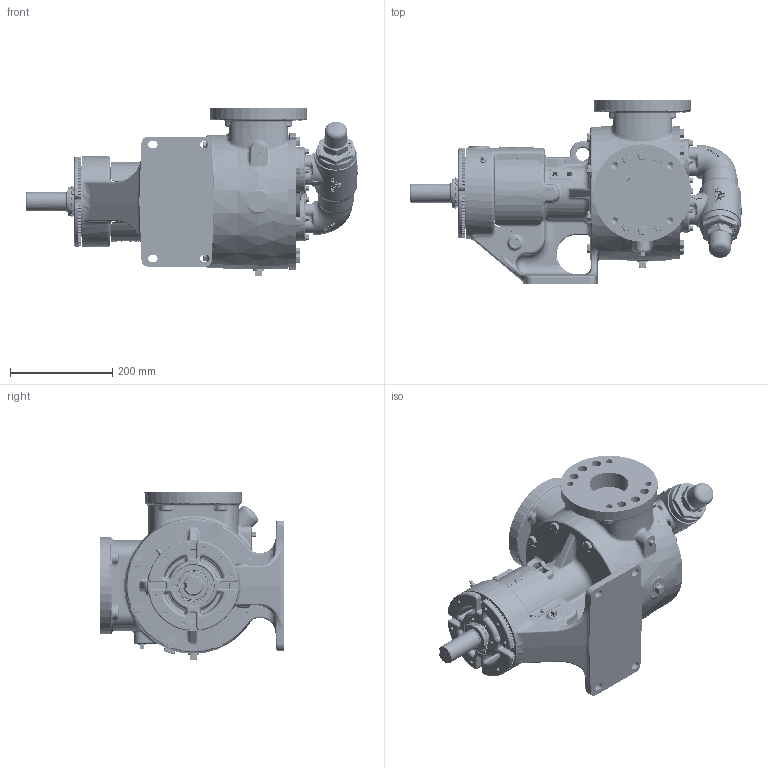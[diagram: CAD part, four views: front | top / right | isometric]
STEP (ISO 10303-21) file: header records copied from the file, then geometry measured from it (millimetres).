
FILE_DESCRIPTION (( 'STEP AP214' ), '1' );
FILE_NAME ('LV-4805.step', '2025-12-05T04:47:26', ( '' ), ( '' ), 'SwSTEP 2.0', 'SolidWorks 2024', '' );
FILE_SCHEMA (( 'AUTOMOTIVE_DESIGN' ));
Length unit declared in the file: millimetre
Products named in the file (1): LV-4805
Bounding box: 648.54 x 360.36 x 327.72 mm (x, y, z)
Volume: 17424788.3 mm3; surface area: 958545.2 mm2
Topology: 1 solids, 1 shells, 6477 faces, 16405 edges, 10136 vertices
Faces by surface type: bspline 2115, plane 2047, cylinder 1224, cone 742, torus 257, sphere 92
Entity records: 306894 total; most frequent: CARTESIAN_POINT 169292, ORIENTED_EDGE 32512, DIRECTION 22828, EDGE_CURVE 16256, VERTEX_POINT 10133, AXIS2_PLACEMENT_3D 8500, EDGE_LOOP 6853, ADVANCED_FACE 6477
